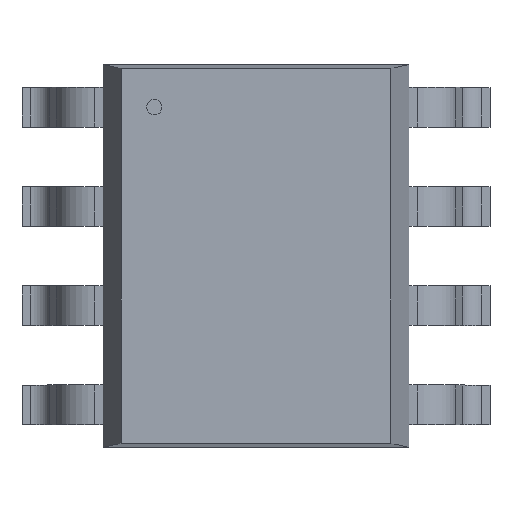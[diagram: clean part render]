
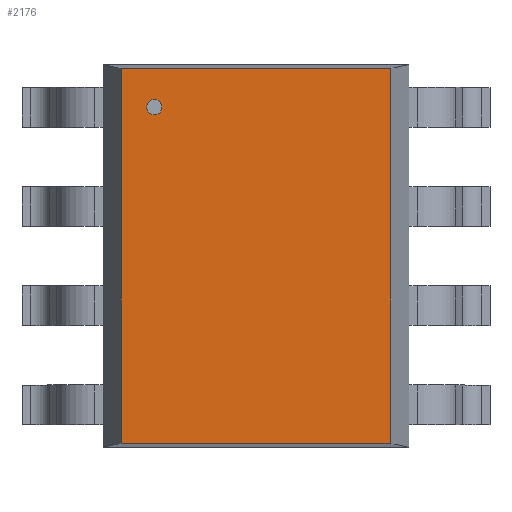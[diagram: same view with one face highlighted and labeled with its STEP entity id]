
A CAD part, top view. The second image highlights one B-rep face of the part: STEP entity #2176.
In plain terms, the highlighted planar face has unit normal (0, 0, 1).
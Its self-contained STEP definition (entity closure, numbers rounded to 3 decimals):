
#49=PLANE('',#2330);
#146=FACE_OUTER_BOUND('',#275,.T.);
#275=EDGE_LOOP('',(#1508,#1509,#1510,#1511));
#402=LINE('',#3177,#655);
#403=LINE('',#3179,#656);
#404=LINE('',#3181,#657);
#405=LINE('',#3182,#658);
#655=VECTOR('',#2535,10.);
#656=VECTOR('',#2536,10.);
#657=VECTOR('',#2537,10.);
#658=VECTOR('',#2538,10.);
#975=VERTEX_POINT('',#3175);
#976=VERTEX_POINT('',#3176);
#977=VERTEX_POINT('',#3178);
#978=VERTEX_POINT('',#3180);
#1186=EDGE_CURVE('',#975,#976,#402,.T.);
#1187=EDGE_CURVE('',#977,#975,#403,.T.);
#1188=EDGE_CURVE('',#978,#977,#404,.T.);
#1189=EDGE_CURVE('',#976,#978,#405,.T.);
#1508=ORIENTED_EDGE('',*,*,#1186,.F.);
#1509=ORIENTED_EDGE('',*,*,#1187,.F.);
#1510=ORIENTED_EDGE('',*,*,#1188,.F.);
#1511=ORIENTED_EDGE('',*,*,#1189,.F.);
#2176=ADVANCED_FACE('',(#146),#49,.T.);
#2330=AXIS2_PLACEMENT_3D('',#3174,#2533,#2534);
#2533=DIRECTION('center_axis',(0.,0.,1.));
#2534=DIRECTION('ref_axis',(0.,1.,0.));
#2535=DIRECTION('',(-1.,0.,0.));
#2536=DIRECTION('',(0.,-1.,0.));
#2537=DIRECTION('',(1.,0.,0.));
#2538=DIRECTION('',(0.,1.,0.));
#3174=CARTESIAN_POINT('Origin',(-1.727,-2.331,1.753));
#3175=CARTESIAN_POINT('',(1.728,-2.331,1.753));
#3176=CARTESIAN_POINT('',(-1.728,-2.331,1.753));
#3177=CARTESIAN_POINT('',(-1.842,-2.331,1.753));
#3178=CARTESIAN_POINT('',(1.728,2.47,1.753));
#3179=CARTESIAN_POINT('',(1.728,-2.356,1.753));
#3180=CARTESIAN_POINT('',(-1.728,2.47,1.753));
#3181=CARTESIAN_POINT('',(0.115,2.47,1.753));
#3182=CARTESIAN_POINT('',(-1.728,0.095,1.753));
